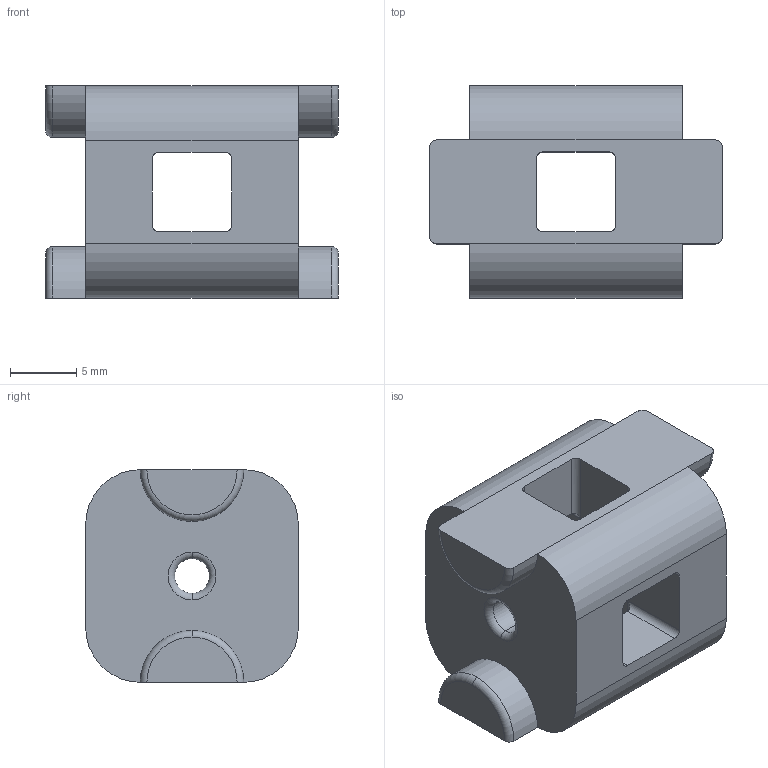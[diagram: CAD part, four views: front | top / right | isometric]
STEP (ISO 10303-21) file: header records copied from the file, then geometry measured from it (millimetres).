
FILE_DESCRIPTION (( 'STEP AP214' ), '1' );
FILE_NAME ('40216_TXP-Straight Block Beam Connector.STEP', '2017-03-28T20:15:59', ( '' ), ( '' ), 'SwSTEP 2.0', 'SolidWorks 2016', '' );
FILE_SCHEMA (( 'AUTOMOTIVE_DESIGN' ));
Length unit declared in the file: millimetre
Products named in the file (2): 40216_TXP-Straight Block Beam Connector
Bounding box: 22 x 16 x 16 mm (x, y, z)
Volume: 3163.6 mm3; surface area: 2073.1 mm2
Topology: 1 solids, 1 shells, 60 faces, 160 edges, 100 vertices
Faces by surface type: cylinder 30, plane 20, torus 10
Entity records: 2603 total; most frequent: CARTESIAN_POINT 346, DIRECTION 346, ORIENTED_EDGE 320, EDGE_CURVE 160, AXIS2_PLACEMENT_3D 132, VERTEX_POINT 100, LINE 82, VECTOR 82
